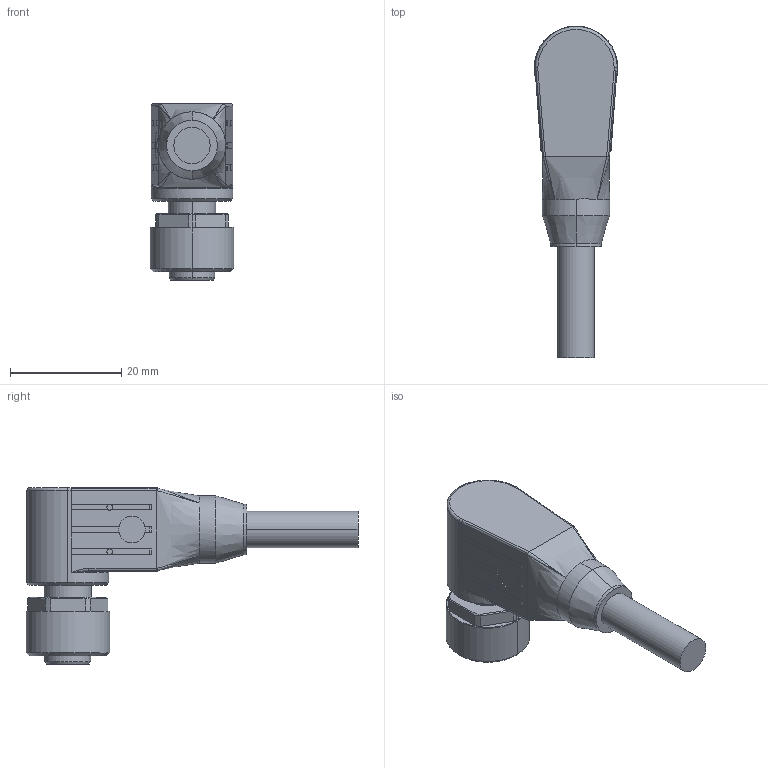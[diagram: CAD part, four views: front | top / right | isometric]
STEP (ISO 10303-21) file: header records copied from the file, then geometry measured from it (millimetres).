
FILE_DESCRIPTION (( 'STEP AP214' ), '1' );
FILE_NAME ('7000-19061-7050300.step', '2016-05-09T18:41:45', ( '' ), ( '' ), 'SwSTEP 2.0', 'SolidWorks 2015', '' );
FILE_SCHEMA (( 'AUTOMOTIVE_DESIGN' ));
Length unit declared in the file: millimetre
Products named in the file (1): 7000-19061-7050300
Bounding box: 15 x 59.6 x 31.7 mm (x, y, z)
Volume: 9096.2 mm3; surface area: 4119.3 mm2
Topology: 1 solids, 1 shells, 186 faces, 454 edges, 288 vertices
Faces by surface type: plane 77, cylinder 75, cone 18, bspline 10, torus 6
Entity records: 6092 total; most frequent: CARTESIAN_POINT 1752, DIRECTION 899, ORIENTED_EDGE 896, EDGE_CURVE 448, AXIS2_PLACEMENT_3D 348, VERTEX_POINT 288, EDGE_LOOP 210, VECTOR 203
